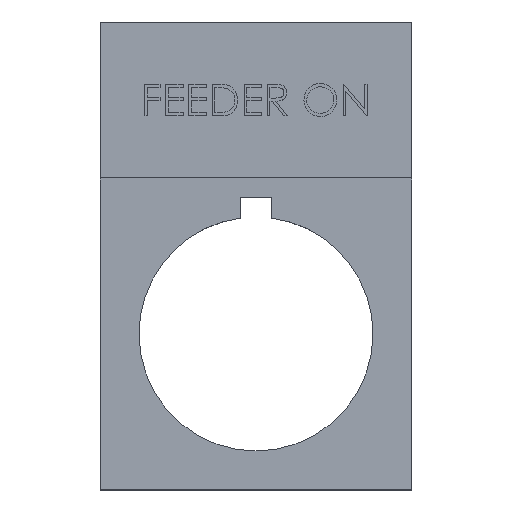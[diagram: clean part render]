
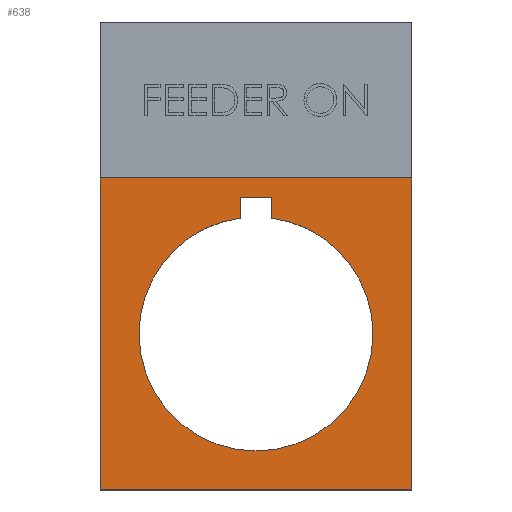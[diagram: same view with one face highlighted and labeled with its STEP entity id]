
A CAD part, top view. The second image highlights one B-rep face of the part: STEP entity #638.
In plain terms, the highlighted planar face has unit normal (0, 0, 1).
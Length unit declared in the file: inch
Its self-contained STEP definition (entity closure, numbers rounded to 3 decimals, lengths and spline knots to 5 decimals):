
#13 = EDGE_CURVE ( 'NONE', #504, #3801, #2443, .T. ) ;
#125 = ORIENTED_EDGE ( 'NONE', *, *, #3343, .T. ) ;
#189 = CARTESIAN_POINT ( 'NONE',  ( -0.44291, 0., 0.01969 ) ) ;
#325 = FACE_BOUND ( 'NONE', #2274, .T. ) ;
#445 = ORIENTED_EDGE ( 'NONE', *, *, #4419, .T. ) ;
#504 = VERTEX_POINT ( 'NONE', #1684 ) ;
#506 = LINE ( 'NONE', #3186, #3552 ) ;
#552 = AXIS2_PLACEMENT_3D ( 'NONE', #6381, #4439, #717 ) ;
#557 = CARTESIAN_POINT ( 'NONE',  ( -0.05906, 0.5177, 0.01969 ) ) ;
#594 = CARTESIAN_POINT ( 'NONE',  ( 0.19685, 0.59055, 0.01969 ) ) ;
#624 = CARTESIAN_POINT ( 'NONE',  ( 0.59055, 0.59055, 0.01969 ) ) ;
#630 = FACE_OUTER_BOUND ( 'NONE', #2225, .T. ) ;
#638 = ADVANCED_FACE ( 'NONE', ( #325, #630 ), #5409, .T. ) ;
#654 = AXIS2_PLACEMENT_3D ( 'NONE', #5497, #2344, #4475 ) ;
#692 = CARTESIAN_POINT ( 'NONE',  ( -0.59055, 0.59055, 0.01969 ) ) ;
#717 = DIRECTION ( 'NONE',  ( 1., 0., 0. ) ) ;
#755 = VERTEX_POINT ( 'NONE', #5666 ) ;
#852 = DIRECTION ( 'NONE',  ( 0., -1., 0. ) ) ;
#863 = CARTESIAN_POINT ( 'NONE',  ( 0., 0., 0.01969 ) ) ;
#956 = CARTESIAN_POINT ( 'NONE',  ( -0.59055, 0.59055, 0.01969 ) ) ;
#1263 = VECTOR ( 'NONE', #4282, 39.37008 ) ;
#1304 = CARTESIAN_POINT ( 'NONE',  ( 0.59055, -0.59055, 0.01969 ) ) ;
#1309 = DIRECTION ( 'NONE',  ( 0., -1., 0. ) ) ;
#1317 = VERTEX_POINT ( 'NONE', #5509 ) ;
#1436 = DIRECTION ( 'NONE',  ( 1., 0., 0. ) ) ;
#1493 = CARTESIAN_POINT ( 'NONE',  ( -0.05906, 0.5177, 0.01969 ) ) ;
#1545 = ORIENTED_EDGE ( 'NONE', *, *, #6188, .T. ) ;
#1631 = CARTESIAN_POINT ( 'NONE',  ( -0.59055, 1.1811, 0.01969 ) ) ;
#1684 = CARTESIAN_POINT ( 'NONE',  ( 0.59055, 0.59055, 0.01969 ) ) ;
#1708 = CARTESIAN_POINT ( 'NONE',  ( 0.44291, 0., 0.01969 ) ) ;
#1750 = EDGE_CURVE ( 'NONE', #6704, #5014, #4972, .T. ) ;
#1757 = AXIS2_PLACEMENT_3D ( 'NONE', #4495, #4946, #3429 ) ;
#1966 = CARTESIAN_POINT ( 'NONE',  ( 0.05906, 0.5177, 0.01969 ) ) ;
#2025 = CIRCLE ( 'NONE', #2399, 0.44291 ) ;
#2091 = CARTESIAN_POINT ( 'NONE',  ( -0.19685, 0.59055, 0.01969 ) ) ;
#2138 = EDGE_CURVE ( 'NONE', #4145, #755, #6542, .T. ) ;
#2225 = EDGE_LOOP ( 'NONE', ( #3133, #3527, #125, #3651 ) ) ;
#2242 = CARTESIAN_POINT ( 'NONE',  ( 0.05906, 0.43896, 0.01969 ) ) ;
#2274 = EDGE_LOOP ( 'NONE', ( #3395, #445, #5964, #1545, #3570, #6587 ) ) ;
#2344 = DIRECTION ( 'NONE',  ( 0., 0., 1. ) ) ;
#2350 = VECTOR ( 'NONE', #3142, 39.37008 ) ;
#2399 = AXIS2_PLACEMENT_3D ( 'NONE', #863, #2982, #1436 ) ;
#2443 = LINE ( 'NONE', #1304, #6346 ) ;
#2675 = LINE ( 'NONE', #1631, #1263 ) ;
#2812 = B_SPLINE_CURVE_WITH_KNOTS ( 'NONE', 3,
 ( #624, #594, #2091, #692 ),
 .UNSPECIFIED., .F., .F.,
 ( 4, 4 ),
 ( 0., 1. ),
 .UNSPECIFIED. ) ;
#2848 = LINE ( 'NONE', #1966, #5089 ) ;
#2982 = DIRECTION ( 'NONE',  ( 0., 0., -1. ) ) ;
#3133 = ORIENTED_EDGE ( 'NONE', *, *, #5813, .F. ) ;
#3142 = DIRECTION ( 'NONE',  ( 0., 1., 0. ) ) ;
#3186 = CARTESIAN_POINT ( 'NONE',  ( -0.59055, -0.59055, 0.01969 ) ) ;
#3343 = EDGE_CURVE ( 'NONE', #504, #6172, #2812, .T. ) ;
#3395 = ORIENTED_EDGE ( 'NONE', *, *, #3934, .T. ) ;
#3398 = VERTEX_POINT ( 'NONE', #4959 ) ;
#3429 = DIRECTION ( 'NONE',  ( 1., 0., 0. ) ) ;
#3527 = ORIENTED_EDGE ( 'NONE', *, *, #13, .F. ) ;
#3552 = VECTOR ( 'NONE', #5303, 39.37008 ) ;
#3570 = ORIENTED_EDGE ( 'NONE', *, *, #2138, .T. ) ;
#3651 = ORIENTED_EDGE ( 'NONE', *, *, #4553, .F. ) ;
#3705 = EDGE_CURVE ( 'NONE', #755, #6622, #5183, .T. ) ;
#3801 = VERTEX_POINT ( 'NONE', #4391 ) ;
#3934 = EDGE_CURVE ( 'NONE', #6622, #1317, #2848, .T. ) ;
#4086 = DIRECTION ( 'NONE',  ( 1., 0., 0. ) ) ;
#4145 = VERTEX_POINT ( 'NONE', #189 ) ;
#4282 = DIRECTION ( 'NONE',  ( 0., 1., 0. ) ) ;
#4391 = CARTESIAN_POINT ( 'NONE',  ( 0.59055, -0.59055, 0.01969 ) ) ;
#4419 = EDGE_CURVE ( 'NONE', #1317, #6704, #6557, .T. ) ;
#4439 = DIRECTION ( 'NONE',  ( 0., 0., -1. ) ) ;
#4475 = DIRECTION ( 'NONE',  ( 1., 0., 0. ) ) ;
#4495 = CARTESIAN_POINT ( 'NONE',  ( 0., 0., 0.01969 ) ) ;
#4553 = EDGE_CURVE ( 'NONE', #3398, #6172, #2675, .T. ) ;
#4946 = DIRECTION ( 'NONE',  ( 0., 0., -1. ) ) ;
#4959 = CARTESIAN_POINT ( 'NONE',  ( -0.59055, -0.59055, 0.01969 ) ) ;
#4972 = CIRCLE ( 'NONE', #1757, 0.44291 ) ;
#5014 = VERTEX_POINT ( 'NONE', #1708 ) ;
#5089 = VECTOR ( 'NONE', #4086, 39.37008 ) ;
#5098 = CARTESIAN_POINT ( 'NONE',  ( 0.05906, 0.43896, 0.01969 ) ) ;
#5183 = LINE ( 'NONE', #1493, #2350 ) ;
#5303 = DIRECTION ( 'NONE',  ( -1., 0., 0. ) ) ;
#5325 = VECTOR ( 'NONE', #1309, 39.37008 ) ;
#5409 = PLANE ( 'NONE',  #654 ) ;
#5497 = CARTESIAN_POINT ( 'NONE',  ( 0., 0.29528, 0.01969 ) ) ;
#5509 = CARTESIAN_POINT ( 'NONE',  ( 0.05906, 0.5177, 0.01969 ) ) ;
#5666 = CARTESIAN_POINT ( 'NONE',  ( -0.05906, 0.43896, 0.01969 ) ) ;
#5813 = EDGE_CURVE ( 'NONE', #3801, #3398, #506, .T. ) ;
#5964 = ORIENTED_EDGE ( 'NONE', *, *, #1750, .T. ) ;
#6172 = VERTEX_POINT ( 'NONE', #956 ) ;
#6188 = EDGE_CURVE ( 'NONE', #5014, #4145, #2025, .T. ) ;
#6346 = VECTOR ( 'NONE', #852, 39.37008 ) ;
#6381 = CARTESIAN_POINT ( 'NONE',  ( 0., 0., 0.01969 ) ) ;
#6542 = CIRCLE ( 'NONE', #552, 0.44291 ) ;
#6557 = LINE ( 'NONE', #5098, #5325 ) ;
#6587 = ORIENTED_EDGE ( 'NONE', *, *, #3705, .T. ) ;
#6622 = VERTEX_POINT ( 'NONE', #557 ) ;
#6704 = VERTEX_POINT ( 'NONE', #2242 ) ;
